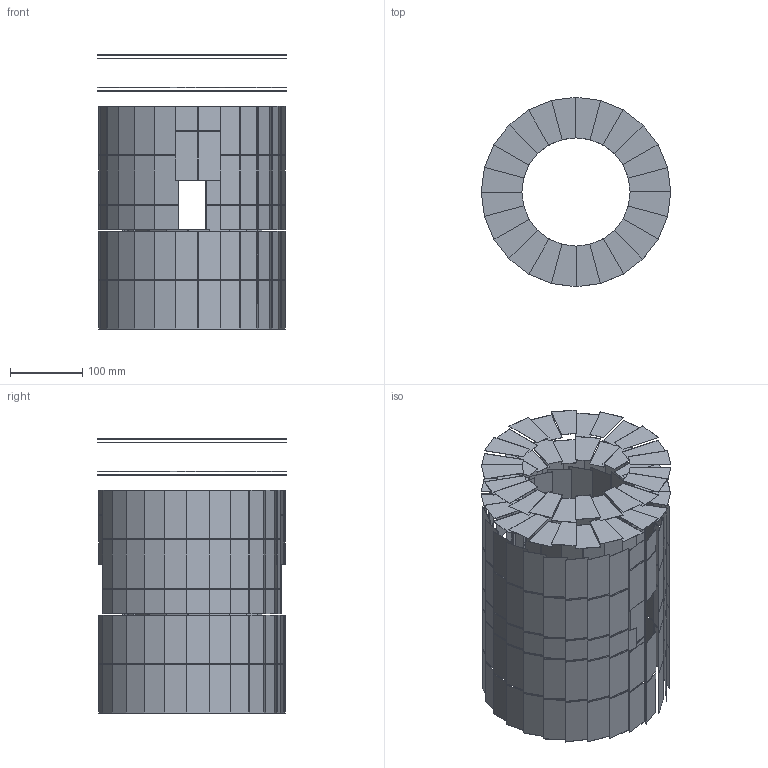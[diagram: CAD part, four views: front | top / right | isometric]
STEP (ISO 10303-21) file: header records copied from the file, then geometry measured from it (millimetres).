
FILE_DESCRIPTION((''),'2;1');
FILE_NAME('Sv-3.3_Sensitive.stp','2009-10-16T17:24:17',('thomas'),(''),'Autodesk Inventor 2008','Autodesk Inventor 2008','');
FILE_SCHEMA(('AUTOMOTIVE_DESIGN { 1 0 10303 214 1 1 1 1 }'));
Length unit declared in the file: millimetre
Products named in the file (26): Sv-3.3 (Sensitive); Fwd (Sensitive); Strip_Ldk_5-6_TrapS (Sensitive); Strip_Smod_N2_TrapS_L (Sensitive); Strip_Mod_1Sens_TrapS (Sensitive); Strip_Sens_TrapS (Sensitive); StripActive_TrapS; Strip_Smod_N2_TrapS_S (Sensitive); Hshell (Sensitive); Strip_Bl3 (Sensitive); Strip_Smod_Bl3_N4_L (Sensitive); Strip_Mod_2Sens_RectL_Bl3 (Sensitive); Strip_Sens_RectL (Sensitive); StripActive_RectL; Strip_Smod_Bl3_N4_M_Tp_FeSide (Sensitive); Strip_Mod_2Sens_RectM_Bl3 (Sensitive); Strip_Sens_RectS (Sensitive); StripActive_RectS; Strip_Smod_Bl3_N4_M_Tp_SensSide (Sensitive); Strip_Bl4 (Sensitive); Strip_Smod_Bl4_N5_L (Sensitive); Strip_Mod_3Sens_RectL_M_Bl4 (Sensitive); Strip_Mod_2Sens_RectL_Bl4 (Sensitive); Strip_Smod_Bl4_N4_LM_Tp-FeSide (Sensitive); Strip_Mod_2Sens_RectM_Bl4 (Sensitive); Strip_Smod_Bl4_N4_LM_Tp-SensSide (Sensitive)
Assembly tree (73 placements, depth 7):
  Sv-3.3 (Sensitive)
    Fwd (Sensitive)  x2
      Strip_Ldk_5-6_TrapS (Sensitive)
        Strip_Smod_N2_TrapS_L (Sensitive)  x6
          Strip_Mod_1Sens_TrapS (Sensitive)
            Strip_Sens_TrapS (Sensitive)
              StripActive_TrapS
        Strip_Smod_N2_TrapS_S (Sensitive)  x6
          Strip_Mod_1Sens_TrapS (Sensitive)
            Strip_Sens_TrapS (Sensitive)
              StripActive_TrapS
    Hshell (Sensitive)  x2
      Strip_Bl3 (Sensitive)
        Strip_Smod_Bl3_N4_L (Sensitive)  x8
          Strip_Mod_2Sens_RectL_Bl3 (Sensitive)
            Strip_Sens_RectL (Sensitive)  x2
              StripActive_RectL
        Strip_Smod_Bl3_N4_M_Tp_FeSide (Sensitive)
          Strip_Mod_2Sens_RectM_Bl3 (Sensitive)  x2
            Strip_Sens_RectS (Sensitive)
              StripActive_RectS
            Strip_Sens_RectL (Sensitive)
              StripActive_RectL
        Strip_Smod_Bl3_N4_M_Tp_SensSide (Sensitive)
          Strip_Mod_2Sens_RectM_Bl3 (Sensitive)  x2
            Strip_Sens_RectS (Sensitive)
              StripActive_RectS
            Strip_Sens_RectL (Sensitive)
              StripActive_RectL
      Strip_Bl4 (Sensitive)
        Strip_Smod_Bl4_N5_L (Sensitive)  x11
          Strip_Mod_3Sens_RectL_M_Bl4 (Sensitive)
            Strip_Sens_RectL (Sensitive)  x2
              StripActive_RectL
            Strip_Sens_RectS (Sensitive)
              StripActive_RectS
          Strip_Mod_2Sens_RectL_Bl4 (Sensitive)
            Strip_Sens_RectL (Sensitive)  x2
              StripActive_RectL
        Strip_Smod_Bl4_N4_LM_Tp-FeSide (Sensitive)
          Strip_Mod_2Sens_RectL_Bl4 (Sensitive)
            Strip_Sens_RectL (Sensitive)  x2
              StripActive_RectL
          Strip_Mod_2Sens_RectM_Bl4 (Sensitive)
            Strip_Sens_RectL (Sensitive)
              StripActive_RectL
            Strip_Sens_RectS (Sensitive)
              StripActive_RectS
        Strip_Smod_Bl4_N4_LM_Tp-SensSide (Sensitive)
          Strip_Mod_2Sens_RectL_Bl4 (Sensitive)
            Strip_Sens_RectL (Sensitive)  x2
              StripActive_RectL
          Strip_Mod_2Sens_RectM_Bl4 (Sensitive)
            Strip_Sens_RectL (Sensitive)
              StripActive_RectL
            Strip_Sens_RectS (Sensitive)
              StripActive_RectS
Bounding box: 262.29 x 262.29 x 379.17 mm (x, y, z)
Volume: 148211.3 mm3; surface area: 1002170.8 mm2
Topology: 254 solids, 254 shells, 1524 faces, 3048 edges, 2032 vertices
Faces by surface type: plane 1524
Entity records: 1564 total; most frequent: DIRECTION 270, CARTESIAN_POINT 177, AXIS2_PLACEMENT_3D 117, PRODUCT_DEFINITION_SHAPE 99, NEXT_ASSEMBLY_USAGE_OCCURRENCE 73, ITEM_DEFINED_TRANSFORMATION 73, CONTEXT_DEPENDENT_SHAPE_REPRESENTATION 73, ORIENTED_EDGE 72
